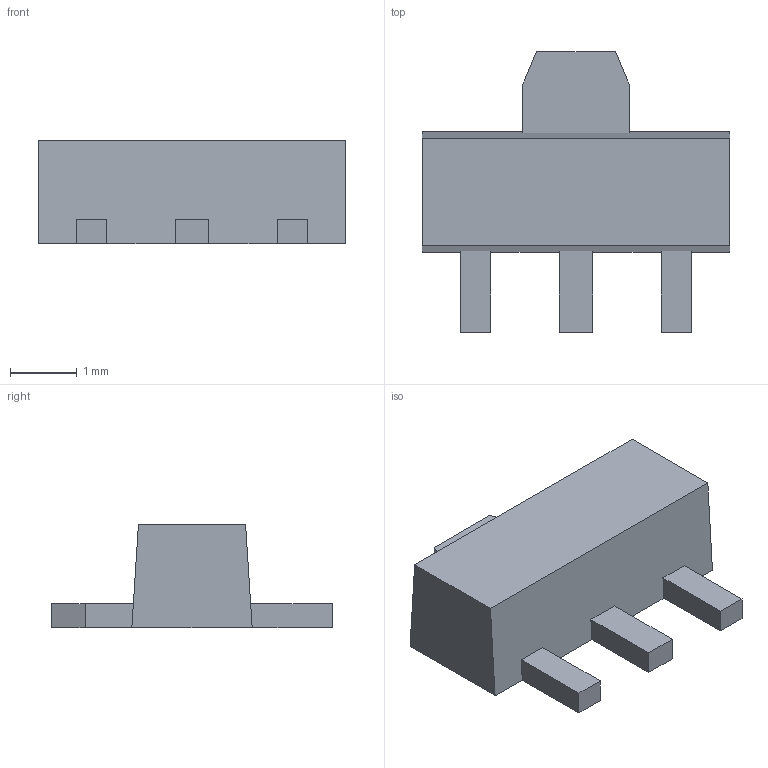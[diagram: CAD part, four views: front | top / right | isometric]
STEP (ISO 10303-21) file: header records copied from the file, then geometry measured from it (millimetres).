
FILE_DESCRIPTION (( 'STEP AP214' ), '1' );
FILE_NAME ('User Library-SOT89-1.STEP', '2019-05-30T05:40:17', ( '' ), ( '' ), 'SwSTEP 2.0', 'SolidWorks 2019', '' );
FILE_SCHEMA (( 'AUTOMOTIVE_DESIGN' ));
Length unit declared in the file: millimetre
Products named in the file (1): User Library-SOT89-1
Bounding box: 4.6 x 4.2 x 1.55 mm (x, y, z)
Volume: 13.4 mm3; surface area: 45.6 mm2
Topology: 1 solids, 1 shells, 32 faces, 90 edges, 60 vertices
Faces by surface type: plane 32
Entity records: 1400 total; most frequent: CARTESIAN_POINT 183, ORIENTED_EDGE 180, DIRECTION 156, LINE 90, EDGE_CURVE 90, VECTOR 90, VERTEX_POINT 60, UNCERTAINTY_MEASURE_WITH_UNIT 35
